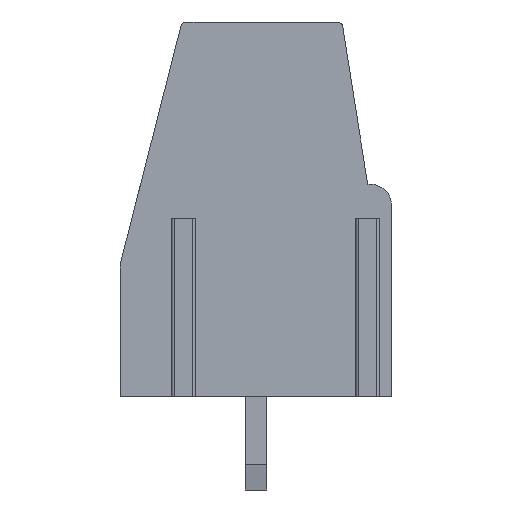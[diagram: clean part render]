
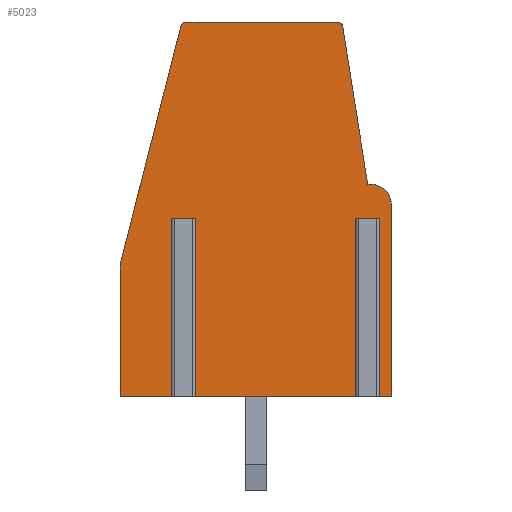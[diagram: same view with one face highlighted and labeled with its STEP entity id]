
A CAD part, left-side view. The second image highlights one B-rep face of the part: STEP entity #5023.
In plain terms, the highlighted planar face has unit normal (-1, 0, 0).
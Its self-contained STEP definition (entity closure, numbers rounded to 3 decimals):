
#121=PLANE('',#5416);
#332=LINE('',#7281,#930);
#336=LINE('',#7293,#934);
#340=LINE('',#7305,#938);
#435=LINE('',#7528,#1033);
#438=LINE('',#7534,#1036);
#441=LINE('',#7542,#1039);
#445=LINE('',#7551,#1043);
#451=LINE('',#7562,#1049);
#453=LINE('',#7565,#1051);
#465=LINE('',#7589,#1063);
#466=LINE('',#7591,#1064);
#467=LINE('',#7593,#1065);
#468=LINE('',#7594,#1066);
#469=LINE('',#7596,#1067);
#470=LINE('',#7598,#1068);
#930=VECTOR('',#5861,1000.);
#934=VECTOR('',#5869,1000.);
#938=VECTOR('',#5877,1000.);
#1033=VECTOR('',#6074,1000.);
#1036=VECTOR('',#6079,1000.);
#1039=VECTOR('',#6086,1000.);
#1043=VECTOR('',#6092,1000.);
#1049=VECTOR('',#6100,1000.);
#1051=VECTOR('',#6104,1000.);
#1063=VECTOR('',#6124,1000.);
#1064=VECTOR('',#6125,1000.);
#1065=VECTOR('',#6126,1000.);
#1066=VECTOR('',#6127,1000.);
#1067=VECTOR('',#6128,1000.);
#1068=VECTOR('',#6129,1000.);
#1906=ORIENTED_EDGE('',*,*,#3176,.F.);
#1907=ORIENTED_EDGE('',*,*,#3177,.T.);
#1908=ORIENTED_EDGE('',*,*,#3178,.T.);
#1909=ORIENTED_EDGE('',*,*,#3031,.T.);
#1910=ORIENTED_EDGE('',*,*,#3179,.F.);
#1911=ORIENTED_EDGE('',*,*,#3180,.F.);
#1912=ORIENTED_EDGE('',*,*,#3181,.T.);
#1913=ORIENTED_EDGE('',*,*,#3025,.T.);
#1914=ORIENTED_EDGE('',*,*,#3162,.T.);
#1915=ORIENTED_EDGE('',*,*,#3139,.T.);
#1916=ORIENTED_EDGE('',*,*,#3143,.T.);
#1917=ORIENTED_EDGE('',*,*,#3146,.T.);
#1918=ORIENTED_EDGE('',*,*,#3182,.T.);
#1919=ORIENTED_EDGE('',*,*,#3150,.T.);
#1920=ORIENTED_EDGE('',*,*,#3183,.T.);
#1921=ORIENTED_EDGE('',*,*,#3154,.T.);
#1922=ORIENTED_EDGE('',*,*,#3160,.T.);
#1923=ORIENTED_EDGE('',*,*,#3037,.T.);
#3025=EDGE_CURVE('',#3730,#3729,#332,.T.);
#3031=EDGE_CURVE('',#3736,#3735,#336,.T.);
#3037=EDGE_CURVE('',#3742,#3741,#340,.T.);
#3139=EDGE_CURVE('',#3815,#3814,#4193,.T.);
#3143=EDGE_CURVE('',#3814,#3818,#435,.T.);
#3146=EDGE_CURVE('',#3818,#3820,#438,.T.);
#3150=EDGE_CURVE('',#3824,#3823,#441,.T.);
#3154=EDGE_CURVE('',#3828,#3827,#445,.T.);
#3160=EDGE_CURVE('',#3827,#3742,#451,.T.);
#3162=EDGE_CURVE('',#3729,#3815,#453,.T.);
#3176=EDGE_CURVE('',#3840,#3741,#465,.T.);
#3177=EDGE_CURVE('',#3840,#3841,#466,.T.);
#3178=EDGE_CURVE('',#3841,#3736,#467,.T.);
#3179=EDGE_CURVE('',#3842,#3735,#468,.T.);
#3180=EDGE_CURVE('',#3843,#3842,#469,.T.);
#3181=EDGE_CURVE('',#3843,#3730,#470,.T.);
#3182=EDGE_CURVE('',#3820,#3824,#4198,.T.);
#3183=EDGE_CURVE('',#3823,#3828,#4199,.T.);
#3729=VERTEX_POINT('',#7280);
#3730=VERTEX_POINT('',#7282);
#3735=VERTEX_POINT('',#7292);
#3736=VERTEX_POINT('',#7294);
#3741=VERTEX_POINT('',#7304);
#3742=VERTEX_POINT('',#7306);
#3814=VERTEX_POINT('',#7518);
#3815=VERTEX_POINT('',#7520);
#3818=VERTEX_POINT('',#7527);
#3820=VERTEX_POINT('',#7533);
#3823=VERTEX_POINT('',#7541);
#3824=VERTEX_POINT('',#7543);
#3827=VERTEX_POINT('',#7550);
#3828=VERTEX_POINT('',#7552);
#3840=VERTEX_POINT('',#7590);
#3841=VERTEX_POINT('',#7592);
#3842=VERTEX_POINT('',#7595);
#3843=VERTEX_POINT('',#7597);
#4193=CIRCLE('',#5404,0.8);
#4198=CIRCLE('',#5417,0.2);
#4199=CIRCLE('',#5418,0.2);
#4367=EDGE_LOOP('',(#1906,#1907,#1908,#1909,#1910,#1911,#1912,#1913,#1914,
#1915,#1916,#1917,#1918,#1919,#1920,#1921,#1922,#1923));
#4689=FACE_BOUND('',#4367,.T.);
#5023=ADVANCED_FACE('',(#4689),#121,.T.);
#5404=AXIS2_PLACEMENT_3D('',#7519,#6066,#6067);
#5416=AXIS2_PLACEMENT_3D('',#7588,#6122,#6123);
#5417=AXIS2_PLACEMENT_3D('',#7599,#6130,#6131);
#5418=AXIS2_PLACEMENT_3D('',#7600,#6132,#6133);
#5861=DIRECTION('',(0.,-1.,0.));
#5869=DIRECTION('',(0.,-1.,0.));
#5877=DIRECTION('',(0.,-1.,0.));
#6066=DIRECTION('',(-1.,0.,0.));
#6067=DIRECTION('',(0.,1.,0.));
#6074=DIRECTION('',(0.,1.,0.));
#6079=DIRECTION('',(0.,0.156,0.988));
#6086=DIRECTION('',(0.,1.,0.));
#6092=DIRECTION('',(0.,0.246,-0.969));
#6100=DIRECTION('',(0.,0.,-1.));
#6104=DIRECTION('',(0.,0.,1.));
#6122=DIRECTION('',(-1.,0.,0.));
#6123=DIRECTION('',(0.,0.,1.));
#6124=DIRECTION('',(0.,0.,-1.));
#6125=DIRECTION('',(0.,-1.,0.));
#6126=DIRECTION('',(0.,0.,-1.));
#6127=DIRECTION('',(0.,0.,-1.));
#6128=DIRECTION('',(0.,1.,0.));
#6129=DIRECTION('',(0.,0.,-1.));
#6130=DIRECTION('',(-1.,0.,0.));
#6131=DIRECTION('',(0.,0.,1.));
#6132=DIRECTION('',(-1.,0.,0.));
#6133=DIRECTION('',(0.,0.,1.));
#7280=CARTESIAN_POINT('',(-7.5,-5.1,-7.05));
#7281=CARTESIAN_POINT('',(-7.5,-5.1,-7.05));
#7282=CARTESIAN_POINT('',(-7.5,-4.42,-7.05));
#7292=CARTESIAN_POINT('',(-7.5,-3.98,-7.05));
#7293=CARTESIAN_POINT('',(-7.5,-5.1,-7.05));
#7294=CARTESIAN_POINT('',(-7.5,2.51,-7.05));
#7304=CARTESIAN_POINT('',(-7.5,2.95,-7.05));
#7305=CARTESIAN_POINT('',(-7.5,-5.1,-7.05));
#7306=CARTESIAN_POINT('',(-7.5,5.1,-7.05));
#7518=CARTESIAN_POINT('',(-7.5,-4.3,0.95));
#7519=CARTESIAN_POINT('',(-7.5,-4.3,0.15));
#7520=CARTESIAN_POINT('',(-7.5,-5.1,0.15));
#7527=CARTESIAN_POINT('',(-7.5,-4.2,0.95));
#7528=CARTESIAN_POINT('',(-7.5,-4.3,0.95));
#7533=CARTESIAN_POINT('',(-7.5,-3.261,6.881));
#7534=CARTESIAN_POINT('',(-7.5,-4.2,0.95));
#7541=CARTESIAN_POINT('',(-7.5,2.633,7.05));
#7542=CARTESIAN_POINT('',(-7.5,2.789,7.05));
#7543=CARTESIAN_POINT('',(-7.5,-3.063,7.05));
#7550=CARTESIAN_POINT('',(-7.5,5.1,-2.05));
#7551=CARTESIAN_POINT('',(-7.5,5.1,-2.05));
#7552=CARTESIAN_POINT('',(-7.5,2.827,6.899));
#7562=CARTESIAN_POINT('',(-7.5,5.1,-7.05));
#7565=CARTESIAN_POINT('',(-7.5,-5.1,0.15));
#7588=CARTESIAN_POINT('',(-7.5,-4.3,0.15));
#7589=CARTESIAN_POINT('',(-7.5,2.95,-0.35));
#7590=CARTESIAN_POINT('',(-7.5,2.95,-0.35));
#7591=CARTESIAN_POINT('',(-7.5,2.73,-0.35));
#7592=CARTESIAN_POINT('',(-7.5,2.51,-0.35));
#7593=CARTESIAN_POINT('',(-7.5,2.51,-0.35));
#7594=CARTESIAN_POINT('',(-7.5,-3.98,-0.35));
#7595=CARTESIAN_POINT('',(-7.5,-3.98,-0.35));
#7596=CARTESIAN_POINT('',(-7.5,-3.98,-0.35));
#7597=CARTESIAN_POINT('',(-7.5,-4.42,-0.35));
#7598=CARTESIAN_POINT('',(-7.5,-4.42,-0.35));
#7599=CARTESIAN_POINT('',(-7.5,-3.063,6.85));
#7600=CARTESIAN_POINT('',(-7.5,2.633,6.85));
